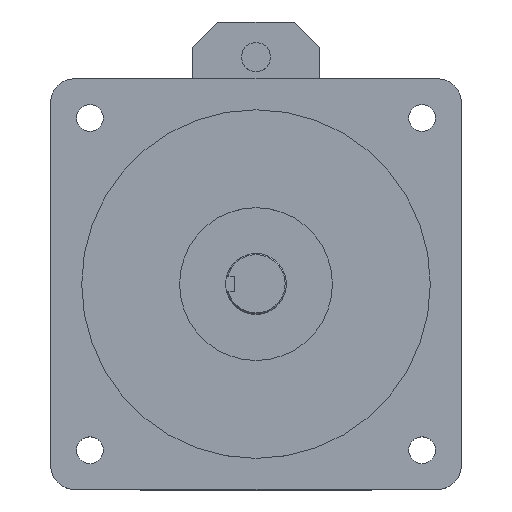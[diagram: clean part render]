
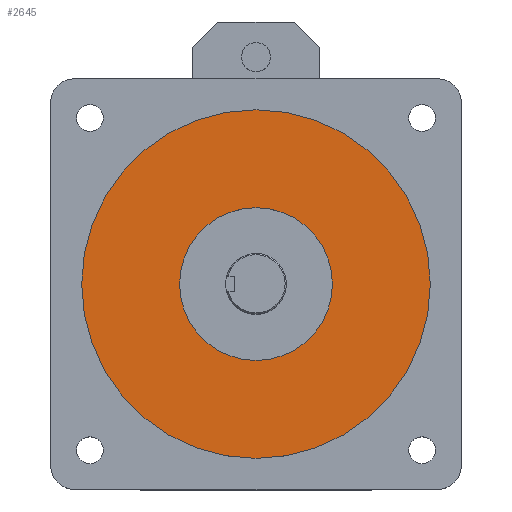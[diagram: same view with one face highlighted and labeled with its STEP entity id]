
A CAD part, top view. The second image highlights one B-rep face of the part: STEP entity #2645.
In plain terms, the highlighted planar face has unit normal (0, 0, 1).
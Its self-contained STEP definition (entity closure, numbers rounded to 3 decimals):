
#48 = EDGE_LOOP ( 'NONE', ( #114, #2417 ) ) ;
#104 = CIRCLE ( 'NONE', #867, 16. ) ;
#114 = ORIENTED_EDGE ( 'NONE', *, *, #1294, .F. ) ;
#153 = AXIS2_PLACEMENT_3D ( 'NONE', #1868, #1042, #1859 ) ;
#158 = ORIENTED_EDGE ( 'NONE', *, *, #2532, .T. ) ;
#210 = AXIS2_PLACEMENT_3D ( 'NONE', #1835, #592, #582 ) ;
#260 = CIRCLE ( 'NONE', #153, 36.51 ) ;
#303 = DIRECTION ( 'NONE',  ( -1., 0., 0. ) ) ;
#315 = CARTESIAN_POINT ( 'NONE',  ( 0., 0., 2. ) ) ;
#371 = PLANE ( 'NONE',  #210 ) ;
#397 = VERTEX_POINT ( 'NONE', #1027 ) ;
#406 = FACE_OUTER_BOUND ( 'NONE', #48, .T. ) ;
#433 = CIRCLE ( 'NONE', #1888, 16. ) ;
#582 = DIRECTION ( 'NONE',  ( 1., 0., 0. ) ) ;
#592 = DIRECTION ( 'NONE',  ( 0., 0., 1. ) ) ;
#618 = EDGE_CURVE ( 'NONE', #657, #1671, #2504, .T. ) ;
#657 = VERTEX_POINT ( 'NONE', #2186 ) ;
#658 = CARTESIAN_POINT ( 'NONE',  ( 0., 0., 2. ) ) ;
#867 = AXIS2_PLACEMENT_3D ( 'NONE', #2640, #1801, #2630 ) ;
#917 = CARTESIAN_POINT ( 'NONE',  ( 36.51, 0., 2. ) ) ;
#930 = CARTESIAN_POINT ( 'NONE',  ( -16., 0., 2. ) ) ;
#962 = AXIS2_PLACEMENT_3D ( 'NONE', #658, #2156, #2543 ) ;
#1027 = CARTESIAN_POINT ( 'NONE',  ( 16., 0., 2. ) ) ;
#1042 = DIRECTION ( 'NONE',  ( 0., 0., -1. ) ) ;
#1142 = DIRECTION ( 'NONE',  ( 0., 0., -1. ) ) ;
#1287 = EDGE_LOOP ( 'NONE', ( #158, #1365 ) ) ;
#1294 = EDGE_CURVE ( 'NONE', #1671, #657, #260, .T. ) ;
#1365 = ORIENTED_EDGE ( 'NONE', *, *, #2109, .T. ) ;
#1671 = VERTEX_POINT ( 'NONE', #917 ) ;
#1757 = VERTEX_POINT ( 'NONE', #930 ) ;
#1801 = DIRECTION ( 'NONE',  ( 0., 0., -1. ) ) ;
#1835 = CARTESIAN_POINT ( 'NONE',  ( -36.51, -36.948, 2. ) ) ;
#1859 = DIRECTION ( 'NONE',  ( 1., 0., 0. ) ) ;
#1868 = CARTESIAN_POINT ( 'NONE',  ( 0., 0., 2. ) ) ;
#1883 = FACE_BOUND ( 'NONE', #1287, .T. ) ;
#1888 = AXIS2_PLACEMENT_3D ( 'NONE', #315, #1142, #303 ) ;
#2109 = EDGE_CURVE ( 'NONE', #397, #1757, #104, .T. ) ;
#2156 = DIRECTION ( 'NONE',  ( 0., 0., -1. ) ) ;
#2186 = CARTESIAN_POINT ( 'NONE',  ( -36.51, 0., 2. ) ) ;
#2417 = ORIENTED_EDGE ( 'NONE', *, *, #618, .F. ) ;
#2504 = CIRCLE ( 'NONE', #962, 36.51 ) ;
#2532 = EDGE_CURVE ( 'NONE', #1757, #397, #433, .T. ) ;
#2543 = DIRECTION ( 'NONE',  ( 1., 0., 0. ) ) ;
#2630 = DIRECTION ( 'NONE',  ( -1., 0., 0. ) ) ;
#2640 = CARTESIAN_POINT ( 'NONE',  ( 0., 0., 2. ) ) ;
#2645 = ADVANCED_FACE ( 'NONE', ( #1883, #406 ), #371, .T. ) ;
